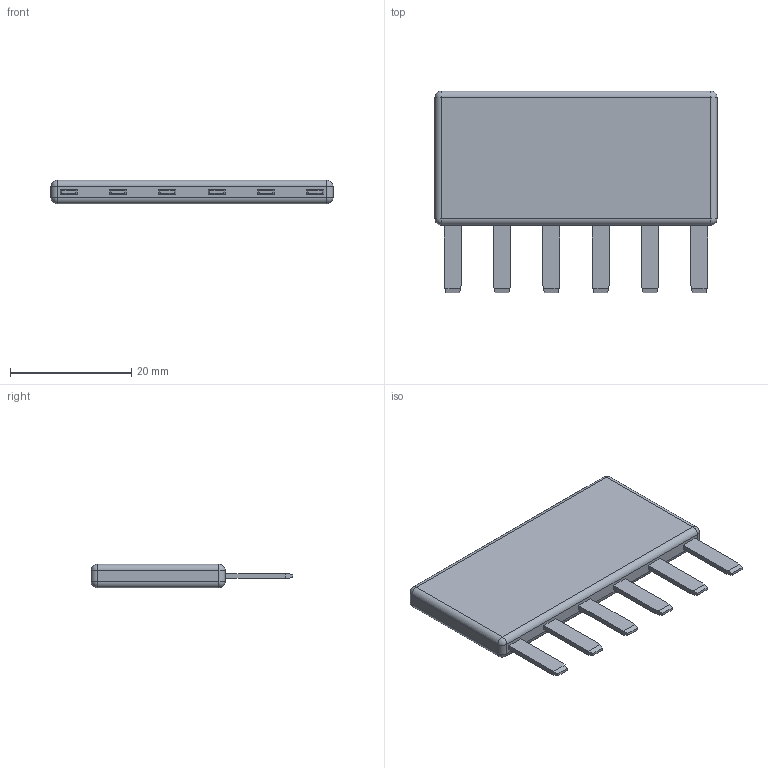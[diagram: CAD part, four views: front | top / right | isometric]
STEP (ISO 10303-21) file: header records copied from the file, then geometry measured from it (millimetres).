
FILE_DESCRIPTION((''),'2;1');
FILE_NAME('Q-BB-10_SALES_NCF_ASM','2020-02-19T14:52:15',('jwisneski'),(''),'CREO PARAMETRIC BY PTC INC, 2017110','CREO PARAMETRIC BY PTC INC, 2017110','');
FILE_SCHEMA(('CONFIG_CONTROL_DESIGN'));
Length unit declared in the file: inch
Products named in the file (4): Q-BB-10_BAR_NCF; Q-BB-10_MOLD_NCF; Q-BB-10_NCF_ASM; Q-BB-10_SALES_NCF_ASM
Assembly tree (3 placements, depth 3):
  Q-BB-10_SALES_NCF_ASM
    Q-BB-10_NCF_ASM
      Q-BB-10_BAR_NCF
      Q-BB-10_MOLD_NCF
Bounding box: 46.48 x 33.27 x 3.86 mm (x, y, z)
Volume: 4051.4 mm3; surface area: 6544.8 mm2
Topology: 2 solids, 2 shells, 96 faces, 264 edges, 168 vertices
Faces by surface type: plane 76, cylinder 12, sphere 8
Entity records: 3126 total; most frequent: CARTESIAN_POINT 537, ORIENTED_EDGE 528, DIRECTION 498, EDGE_CURVE 264, VECTOR 240, LINE 240, VERTEX_POINT 168, AXIS2_PLACEMENT_3D 129
